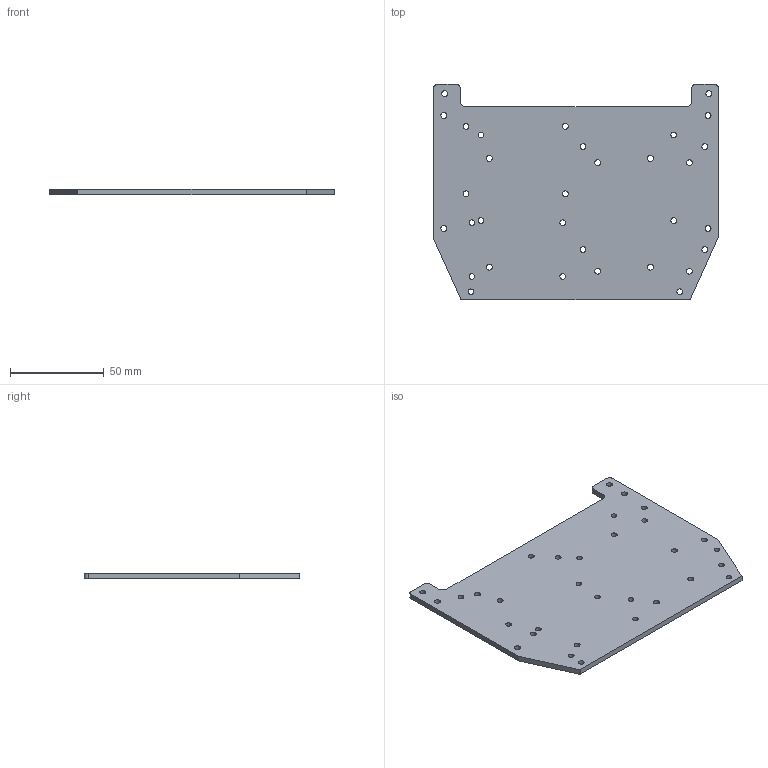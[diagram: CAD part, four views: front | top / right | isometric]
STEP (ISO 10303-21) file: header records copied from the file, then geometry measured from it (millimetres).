
FILE_DESCRIPTION (( 'STEP AP214' ), '1' );
FILE_NAME ('翋諷盓傅.STEP', '2024-11-04T03:41:34', ( '' ), ( '' ), 'SwSTEP 2.0', 'SolidWorks 2020', '' );
FILE_SCHEMA (( 'AUTOMOTIVE_DESIGN' ));
Length unit declared in the file: millimetre
Products named in the file (1): 翋諷盓傅
Bounding box: 151.86 x 114.99 x 3 mm (x, y, z)
Volume: 45754 mm3; surface area: 33025.9 mm2
Topology: 1 solids, 1 shells, 84 faces, 246 edges, 164 vertices
Faces by surface type: cylinder 71, plane 13
Entity records: 3034 total; most frequent: DIRECTION 558, CARTESIAN_POINT 495, ORIENTED_EDGE 492, EDGE_CURVE 246, AXIS2_PLACEMENT_3D 227, VERTEX_POINT 164, EDGE_LOOP 148, CIRCLE 142
